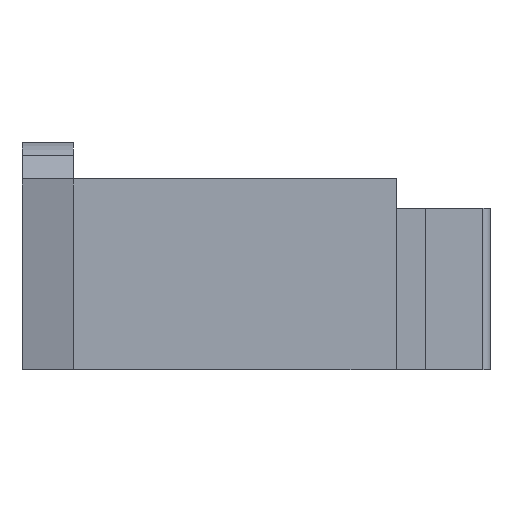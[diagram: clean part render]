
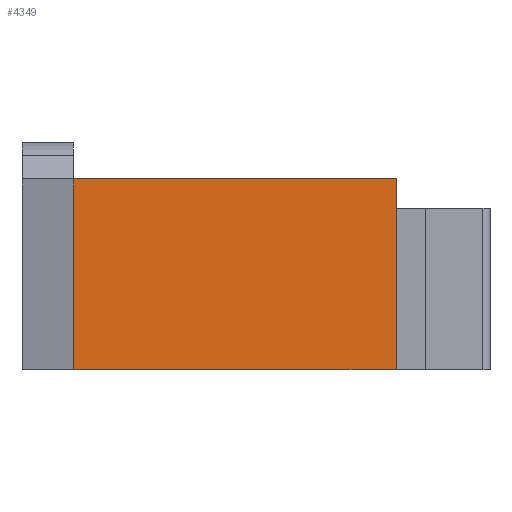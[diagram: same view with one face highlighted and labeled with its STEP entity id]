
A CAD part, left-side view. The second image highlights one B-rep face of the part: STEP entity #4349.
In plain terms, the highlighted planar face has unit normal (-1, 0, 0).
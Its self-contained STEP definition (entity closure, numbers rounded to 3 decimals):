
#384=DIRECTION('',(0.,1.,0.));
#385=VECTOR('',#384,22.);
#386=CARTESIAN_POINT('',(-42.55,0.,0.));
#387=LINE('',#386,#385);
#1301=DIRECTION('',(0.,0.,1.));
#1302=VECTOR('',#1301,13.);
#1303=CARTESIAN_POINT('',(-42.55,0.,-13.));
#1304=LINE('',#1303,#1302);
#1371=DIRECTION('',(0.,1.,0.));
#1372=VECTOR('',#1371,22.);
#1373=CARTESIAN_POINT('',(-42.55,0.,-13.));
#1374=LINE('',#1373,#1372);
#1378=DIRECTION('',(0.,0.,-1.));
#1379=VECTOR('',#1378,13.);
#1380=CARTESIAN_POINT('',(-42.55,22.,0.));
#1381=LINE('',#1380,#1379);
#3077=CARTESIAN_POINT('',(-42.55,0.,0.));
#3078=VERTEX_POINT('',#3077);
#3079=CARTESIAN_POINT('',(-42.55,22.,0.));
#3080=VERTEX_POINT('',#3079);
#3151=CARTESIAN_POINT('',(-42.55,22.,-13.));
#3152=VERTEX_POINT('',#3151);
#3153=CARTESIAN_POINT('',(-42.55,0.,-13.));
#3154=VERTEX_POINT('',#3153);
#4337=CARTESIAN_POINT('',(-42.55,0.,0.));
#4338=DIRECTION('',(1.,0.,0.));
#4339=DIRECTION('',(0.,-1.,0.));
#4340=AXIS2_PLACEMENT_3D('',#4337,#4338,#4339);
#4341=PLANE('',#4340);
#4343=ORIENTED_EDGE('',*,*,#4342,.F.);
#4344=ORIENTED_EDGE('',*,*,#3578,.F.);
#4345=ORIENTED_EDGE('',*,*,#4305,.F.);
#4346=ORIENTED_EDGE('',*,*,#3717,.T.);
#4347=EDGE_LOOP('',(#4343,#4344,#4345,#4346));
#4348=FACE_OUTER_BOUND('',#4347,.F.);
#3578=EDGE_CURVE('',#3078,#3080,#387,.T.);
#3717=EDGE_CURVE('',#3154,#3152,#1374,.T.);
#4305=EDGE_CURVE('',#3154,#3078,#1304,.T.);
#4342=EDGE_CURVE('',#3080,#3152,#1381,.T.);
#4349=ADVANCED_FACE('',(#4348),#4341,.F.);
